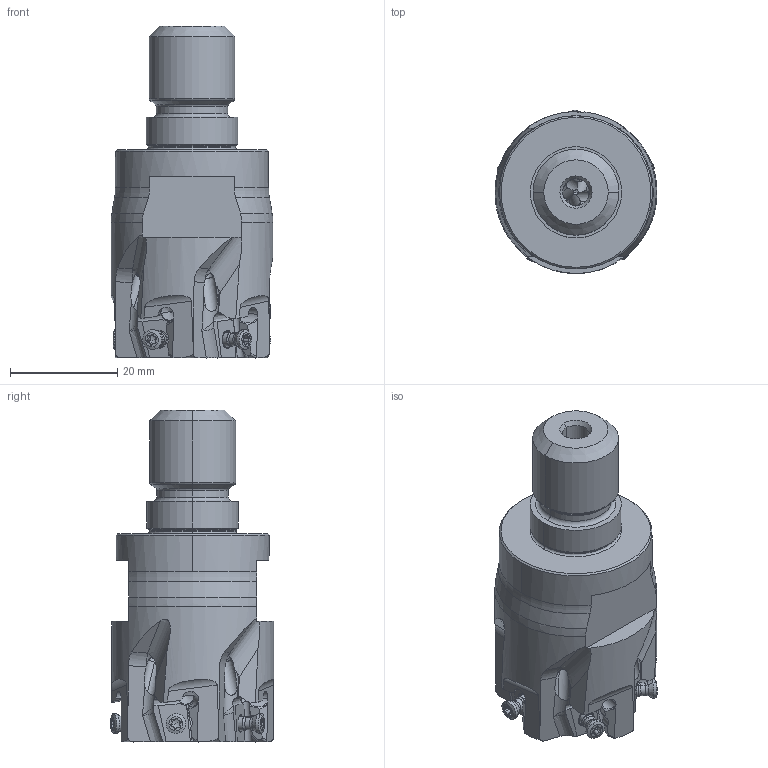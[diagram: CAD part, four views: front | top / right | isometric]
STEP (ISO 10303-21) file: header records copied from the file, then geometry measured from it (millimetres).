
FILE_DESCRIPTION(/* description */ (''),/* implementation_level */ '2;1');
FILE_NAME(/* name */ 'VPX200UR2005AM1640.stp',/* time_stamp */ '2021-09-08T11:38:29+09:00',/* author */ (''),/* organization */ (''),/* preprocessor_version */ 'ST-DEVELOPER v16',/* originating_system */ 'SIEMENS PLM Software NX 10.0',/* authorisation */ '');
FILE_SCHEMA (('AUTOMOTIVE_DESIGN { 1 0 10303 214 3 1 1 1 }'));
Length unit declared in the file: millimetre
Products named in the file (1): VPX200UR2005AM1640_ASM
Bounding box: 30.15 x 30.39 x 61.8 mm (x, y, z)
Volume: 26628.6 mm3; surface area: 8656.5 mm2
Topology: 6 solids, 6 shells, 551 faces, 1602 edges, 1057 vertices
Faces by surface type: cylinder 232, plane 141, cone 85, torus 46, extrusion 20, bspline 17, sphere 10
Entity records: 24354 total; most frequent: CARTESIAN_POINT 9991, ORIENTED_EDGE 3136, DIRECTION 2850, EDGE_CURVE 1568, AXIS2_PLACEMENT_3D 1147, VERTEX_POINT 1049, EDGE_LOOP 581, VECTOR 556
